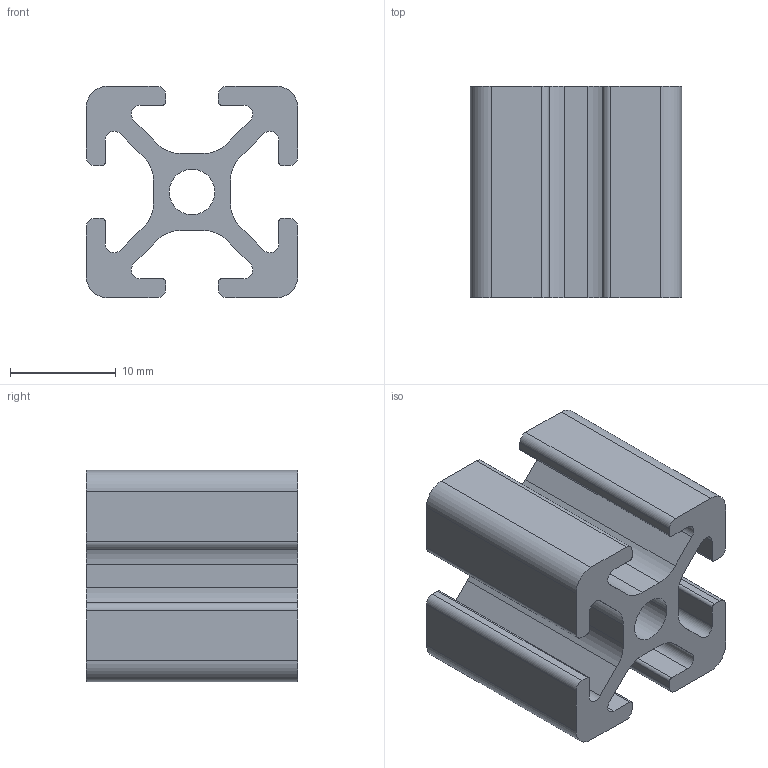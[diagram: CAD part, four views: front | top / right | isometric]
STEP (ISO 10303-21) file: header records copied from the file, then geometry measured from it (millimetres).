
FILE_DESCRIPTION(('STEP AP214'),'1');
FILE_NAME('cctmp_04F69B90-DD7A-4889-9FD6-AC7724C0AD48_2022_10_25_09_01_26_0447_31604..stp','2022-10-25T07:01:26',('item Industrietechnik GmbH'),('CADClick - www.CADClick.com'),'Spatial InterOp 3D',' ','unknown authorization');
FILE_SCHEMA(('AUTOMOTIVE_DESIGN'));
Length unit declared in the file: millimetre
Products named in the file (2): item_0037003_Profil 5 20x20_L=20; item_0037003_Profil 5 20x20_L=20_1
Assembly tree (1 placements, depth 2):
  item_0037003_Profil 5 20x20_L=20
    item_0037003_Profil 5 20x20_L=20_1
Bounding box: 20 x 20 x 20 mm (x, y, z)
Volume: 3677 mm3; surface area: 3750 mm2
Topology: 1 solids, 1 shells, 76 faces, 222 edges, 148 vertices
Faces by surface type: cylinder 38, plane 38
Entity records: 3205 total; most frequent: DIRECTION 454, CARTESIAN_POINT 448, ORIENTED_EDGE 444, EDGE_CURVE 222, AXIS2_PLACEMENT_3D 154, VERTEX_POINT 148, LINE 146, VECTOR 146
